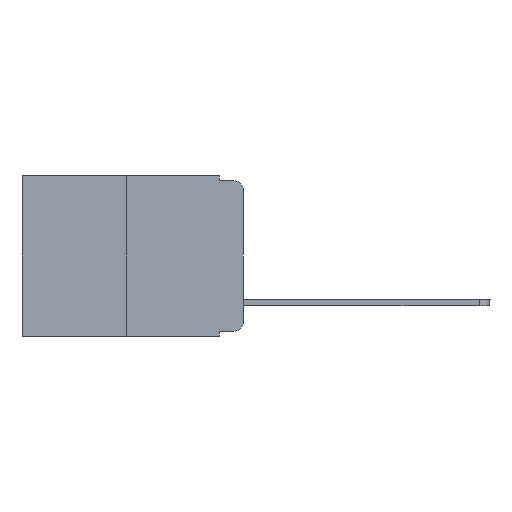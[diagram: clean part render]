
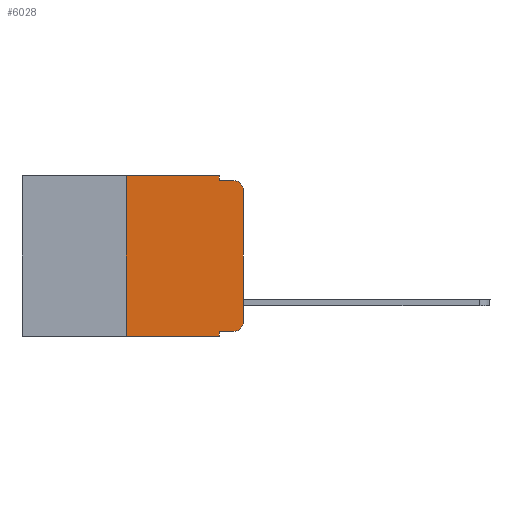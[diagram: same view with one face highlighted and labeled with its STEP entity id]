
A CAD part, left-side view. The second image highlights one B-rep face of the part: STEP entity #6028.
In plain terms, the highlighted planar face has unit normal (-1, 0, 0).
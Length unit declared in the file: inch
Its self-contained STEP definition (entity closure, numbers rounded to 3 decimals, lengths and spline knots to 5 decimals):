
#143 = CARTESIAN_POINT ( 'NONE',  ( 0., 0.051, 0. ) ) ;
#229 = CARTESIAN_POINT ( 'NONE',  ( 0., 0.02, -0.01 ) ) ;
#377 = EDGE_CURVE ( 'NONE', #10481, #4061, #6190, .T. ) ;
#492 = VECTOR ( 'NONE', #2251, 39.37008 ) ;
#587 = VECTOR ( 'NONE', #3556, 39.37008 ) ;
#643 = CARTESIAN_POINT ( 'NONE',  ( 0., 0.02, -0.313 ) ) ;
#717 = VECTOR ( 'NONE', #5488, 39.37008 ) ;
#1019 = LINE ( 'NONE', #5420, #6720 ) ;
#1199 = PLANE ( 'NONE',  #11524 ) ;
#1264 = EDGE_CURVE ( 'NONE', #11596, #6260, #9569, .T. ) ;
#1441 = CARTESIAN_POINT ( 'NONE',  ( 0., 0.051, -0.333 ) ) ;
#1581 = LINE ( 'NONE', #6188, #5002 ) ;
#1593 = FACE_OUTER_BOUND ( 'NONE', #6839, .T. ) ;
#1933 = VECTOR ( 'NONE', #2216, 39.37008 ) ;
#1976 = ORIENTED_EDGE ( 'NONE', *, *, #11543, .F. ) ;
#2088 = VERTEX_POINT ( 'NONE', #2283 ) ;
#2136 = EDGE_CURVE ( 'NONE', #2088, #10129, #6286, .T. ) ;
#2216 = DIRECTION ( 'NONE',  ( 0., -1., 0. ) ) ;
#2251 = DIRECTION ( 'NONE',  ( 0., 0., -1. ) ) ;
#2283 = CARTESIAN_POINT ( 'NONE',  ( 0., 0.02, -0.333 ) ) ;
#2391 = LINE ( 'NONE', #5564, #717 ) ;
#2424 = DIRECTION ( 'NONE',  ( 0., -1., 0. ) ) ;
#2641 = AXIS2_PLACEMENT_3D ( 'NONE', #643, #8749, #10717 ) ;
#2963 = DIRECTION ( 'NONE',  ( 0., 0., -1. ) ) ;
#3073 = DIRECTION ( 'NONE',  ( 1., 0., 0. ) ) ;
#3162 = AXIS2_PLACEMENT_3D ( 'NONE', #10055, #8266, #8309 ) ;
#3268 = EDGE_CURVE ( 'NONE', #9761, #2088, #9075, .T. ) ;
#3374 = DIRECTION ( 'NONE',  ( 0., 0., 1. ) ) ;
#3511 = CARTESIAN_POINT ( 'NONE',  ( 0., 0.051, -0.01 ) ) ;
#3556 = DIRECTION ( 'NONE',  ( 0., -1., 0. ) ) ;
#4061 = VERTEX_POINT ( 'NONE', #229 ) ;
#4519 = ORIENTED_EDGE ( 'NONE', *, *, #5044, .F. ) ;
#5002 = VECTOR ( 'NONE', #2424, 39.37008 ) ;
#5044 = EDGE_CURVE ( 'NONE', #6515, #8433, #9282, .T. ) ;
#5202 = CARTESIAN_POINT ( 'NONE',  ( 0., 0., -0.03 ) ) ;
#5301 = CARTESIAN_POINT ( 'NONE',  ( 0., 0.051, -0.343 ) ) ;
#5420 = CARTESIAN_POINT ( 'NONE',  ( 0., 0.473, 0. ) ) ;
#5488 = DIRECTION ( 'NONE',  ( 0., 0., 1. ) ) ;
#5539 = EDGE_CURVE ( 'NONE', #9761, #6231, #9571, .T. ) ;
#5564 = CARTESIAN_POINT ( 'NONE',  ( 0., 0., 0. ) ) ;
#6028 = ADVANCED_FACE ( 'NONE', ( #1593 ), #1199, .F. ) ;
#6101 = ORIENTED_EDGE ( 'NONE', *, *, #7635, .T. ) ;
#6178 = EDGE_CURVE ( 'NONE', #6515, #6231, #1581, .T. ) ;
#6188 = CARTESIAN_POINT ( 'NONE',  ( 0., 0.473, -0.343 ) ) ;
#6190 = CIRCLE ( 'NONE', #3162, 0.02 ) ;
#6192 = CARTESIAN_POINT ( 'NONE',  ( 0., 0.051, 0. ) ) ;
#6231 = VERTEX_POINT ( 'NONE', #5301 ) ;
#6260 = VERTEX_POINT ( 'NONE', #8897 ) ;
#6286 = CIRCLE ( 'NONE', #2641, 0.02 ) ;
#6379 = EDGE_CURVE ( 'NONE', #8433, #11596, #1019, .T. ) ;
#6414 = LINE ( 'NONE', #3511, #587 ) ;
#6467 = ORIENTED_EDGE ( 'NONE', *, *, #5539, .F. ) ;
#6515 = VERTEX_POINT ( 'NONE', #11123 ) ;
#6720 = VECTOR ( 'NONE', #9927, 39.37008 ) ;
#6839 = EDGE_LOOP ( 'NONE', ( #6101, #10508, #1976, #8978, #10545, #4519, #11469, #6467, #11620, #7597 ) ) ;
#6876 = VECTOR ( 'NONE', #3374, 39.37008 ) ;
#6909 = CARTESIAN_POINT ( 'NONE',  ( 0., 0.25, 0. ) ) ;
#7597 = ORIENTED_EDGE ( 'NONE', *, *, #2136, .T. ) ;
#7603 = CARTESIAN_POINT ( 'NONE',  ( 0., 0.051, -0.333 ) ) ;
#7635 = EDGE_CURVE ( 'NONE', #10129, #10481, #2391, .T. ) ;
#8266 = DIRECTION ( 'NONE',  ( -1., 0., 0. ) ) ;
#8309 = DIRECTION ( 'NONE',  ( 0., 0., -1. ) ) ;
#8433 = VERTEX_POINT ( 'NONE', #10639 ) ;
#8597 = VECTOR ( 'NONE', #9029, 39.37008 ) ;
#8749 = DIRECTION ( 'NONE',  ( -1., 0., 0. ) ) ;
#8897 = CARTESIAN_POINT ( 'NONE',  ( 0., 0.051, -0.01 ) ) ;
#8978 = ORIENTED_EDGE ( 'NONE', *, *, #1264, .F. ) ;
#9029 = DIRECTION ( 'NONE',  ( 0., 0., -1. ) ) ;
#9075 = LINE ( 'NONE', #7603, #1933 ) ;
#9282 = LINE ( 'NONE', #6909, #6876 ) ;
#9442 = CARTESIAN_POINT ( 'NONE',  ( 0., 0., -0.313 ) ) ;
#9569 = LINE ( 'NONE', #11341, #492 ) ;
#9571 = LINE ( 'NONE', #6192, #8597 ) ;
#9761 = VERTEX_POINT ( 'NONE', #1441 ) ;
#9927 = DIRECTION ( 'NONE',  ( 0., -1., 0. ) ) ;
#10055 = CARTESIAN_POINT ( 'NONE',  ( 0., 0.02, -0.03 ) ) ;
#10129 = VERTEX_POINT ( 'NONE', #9442 ) ;
#10481 = VERTEX_POINT ( 'NONE', #5202 ) ;
#10508 = ORIENTED_EDGE ( 'NONE', *, *, #377, .T. ) ;
#10545 = ORIENTED_EDGE ( 'NONE', *, *, #6379, .F. ) ;
#10639 = CARTESIAN_POINT ( 'NONE',  ( 0., 0.25, 0. ) ) ;
#10717 = DIRECTION ( 'NONE',  ( 0., 0., -1. ) ) ;
#11123 = CARTESIAN_POINT ( 'NONE',  ( 0., 0.25, -0.343 ) ) ;
#11214 = CARTESIAN_POINT ( 'NONE',  ( 0., 0.473, 0. ) ) ;
#11341 = CARTESIAN_POINT ( 'NONE',  ( 0., 0.051, 0. ) ) ;
#11469 = ORIENTED_EDGE ( 'NONE', *, *, #6178, .T. ) ;
#11524 = AXIS2_PLACEMENT_3D ( 'NONE', #11214, #3073, #2963 ) ;
#11543 = EDGE_CURVE ( 'NONE', #6260, #4061, #6414, .T. ) ;
#11596 = VERTEX_POINT ( 'NONE', #143 ) ;
#11620 = ORIENTED_EDGE ( 'NONE', *, *, #3268, .T. ) ;
